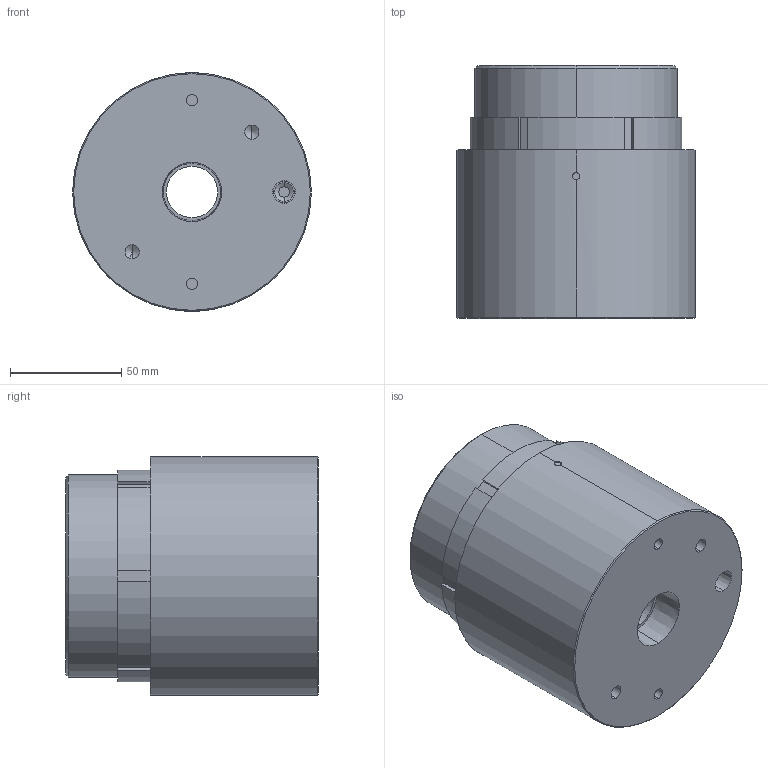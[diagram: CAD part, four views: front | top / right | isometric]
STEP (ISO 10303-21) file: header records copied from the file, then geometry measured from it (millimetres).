
FILE_DESCRIPTION (( 'STEP AP214' ), '1' );
FILE_NAME ('CTSC-002988.STEP', '2025-04-22T14:46:34', ( '' ), ( '' ), 'SwSTEP 2.0', 'SolidWorks 2023', '' );
FILE_SCHEMA (( 'AUTOMOTIVE_DESIGN' ));
Length unit declared in the file: inch
Products named in the file (1): CTSC-002988
Bounding box: 107.44 x 113.74 x 107.46 mm (x, y, z)
Volume: 749331 mm3; surface area: 73022.5 mm2
Topology: 1 solids, 2 shells, 129 faces, 314 edges, 198 vertices
Faces by surface type: cylinder 56, plane 47, cone 26
Entity records: 5224 total; most frequent: CARTESIAN_POINT 818, DIRECTION 670, ORIENTED_EDGE 612, EDGE_CURVE 306, AXIS2_PLACEMENT_3D 252, VERTEX_POINT 198, VECTOR 166, LINE 166
